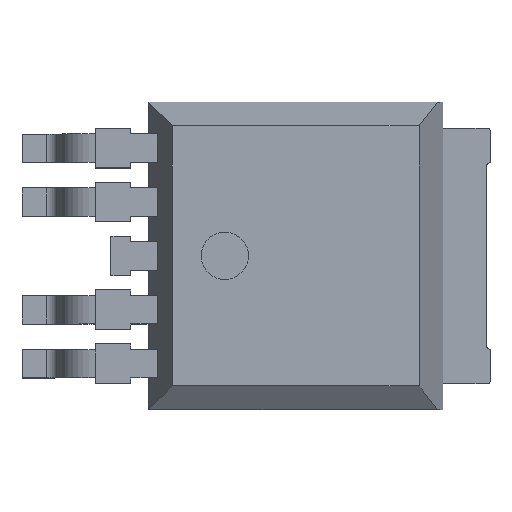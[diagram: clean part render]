
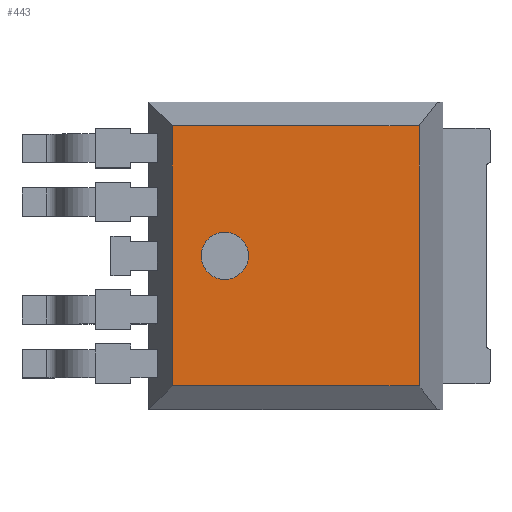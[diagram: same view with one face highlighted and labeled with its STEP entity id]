
A CAD part, top view. The second image highlights one B-rep face of the part: STEP entity #443.
In plain terms, the highlighted planar face has unit normal (0, 0, 1).
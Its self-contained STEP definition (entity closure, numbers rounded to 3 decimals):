
#34=VECTOR('',#35,1.);
#35=DIRECTION('',(0.,-1.,0.));
#47=DIRECTION('',(1.,0.,0.));
#65=VECTOR('',#66,1.);
#66=DIRECTION('',(-1.,0.,0.));
#104=DIRECTION('',(0.,1.,0.));
#108=ORIENTED_EDGE('',*,*,#109,.T.);
#109=EDGE_CURVE('',#110,#112,#114,.T.);
#110=VERTEX_POINT('',#111);
#111=CARTESIAN_POINT('',(-1.77,2.75,2.32));
#112=VERTEX_POINT('',#113);
#113=CARTESIAN_POINT('',(-1.77,-2.75,2.32));
#114=LINE('',#115,#34);
#115=CARTESIAN_POINT('',(-1.77,3.25,2.32));
#296=VECTOR('',#47,1.);
#319=VERTEX_POINT('',#320);
#320=CARTESIAN_POINT('',(3.45,2.75,2.32));
#325=ORIENTED_EDGE('',*,*,#326,.T.);
#326=EDGE_CURVE('',#319,#110,#327,.T.);
#327=LINE('',#320,#65);
#345=VECTOR('',#104,1.);
#357=DIRECTION('',(1.,0.,0.));
#384=DIRECTION('',(0.,0.,1.));
#389=EDGE_CURVE('',#390,#319,#392,.T.);
#390=VERTEX_POINT('',#391);
#391=CARTESIAN_POINT('',(3.45,-2.75,2.32));
#392=LINE('',#393,#345);
#393=CARTESIAN_POINT('',(3.45,-3.25,2.32));
#443=ADVANCED_FACE('',(#444,#450),#461,.T.);
#444=FACE_BOUND('',#445,.T.);
#445=EDGE_LOOP('',(#108,#446,#449,#325));
#446=ORIENTED_EDGE('',*,*,#447,.T.);
#447=EDGE_CURVE('',#112,#390,#448,.T.);
#448=LINE('',#113,#296);
#449=ORIENTED_EDGE('',*,*,#389,.T.);
#450=FACE_BOUND('',#451,.T.);
#451=EDGE_LOOP('',(#452));
#452=ORIENTED_EDGE('',*,*,#453,.T.);
#453=EDGE_CURVE('',#454,#454,#456,.T.);
#454=VERTEX_POINT('',#455);
#455=CARTESIAN_POINT('',(-1.16,0.,2.32));
#456=CIRCLE('',#457,0.5);
#457=AXIS2_PLACEMENT_3D('',#458,#459,#460);
#458=CARTESIAN_POINT('',(-0.66,0.,2.32));
#459=DIRECTION('',(0.,0.,-1.));
#460=DIRECTION('',(-1.,0.,0.));
#461=PLANE('',#462);
#462=AXIS2_PLACEMENT_3D('',#463,#384,#357);
#463=CARTESIAN_POINT('',(0.84,0.,2.32));
